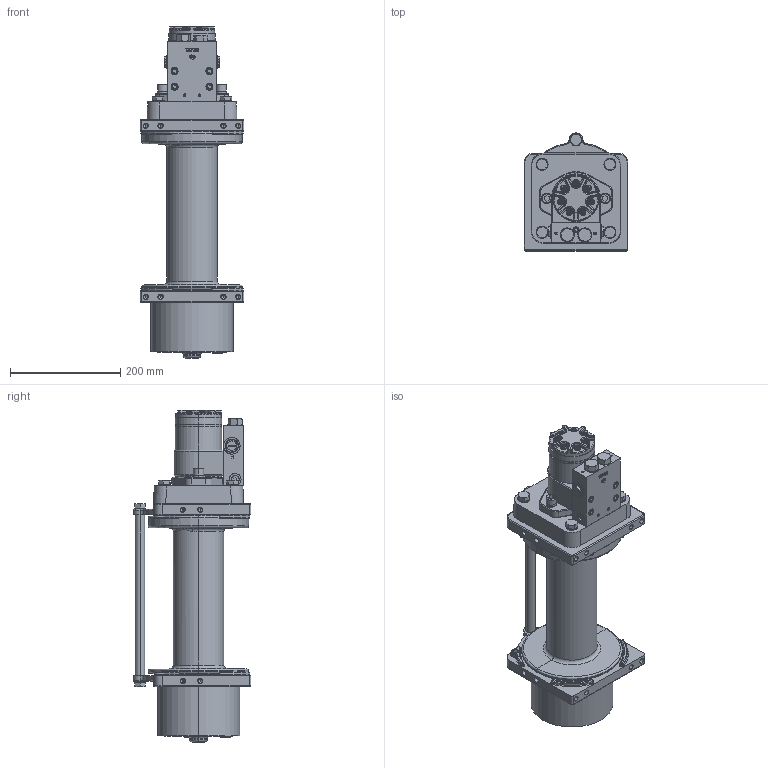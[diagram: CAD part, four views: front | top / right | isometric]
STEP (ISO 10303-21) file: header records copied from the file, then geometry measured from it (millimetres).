
FILE_DESCRIPTION((''),'2;1');
FILE_NAME('TWG-TEMP','2020-10-19T03:35:14',('Administrator'),(''),'CREO PARAMETRIC BY PTC INC, 2019030','CREO PARAMETRIC BY PTC INC, 2019030','');
FILE_SCHEMA(('AUTOMOTIVE_DESIGN { 1 0 10303 214 1 1 1 1 }'));
Length unit declared in the file: inch
Products named in the file (1): TWG-TEMP
Bounding box: 188.93 x 214.31 x 603.5 mm (x, y, z)
Surface area: 566271.8 mm2 (no closed solid volume)
Topology: 0 solids, 81 shells, 1962 faces, 6451 edges, 4457 vertices
Faces by surface type: cylinder 737, plane 559, torus 320, bspline 212, cone 108, sphere 26
Entity records: 109000 total; most frequent: CARTESIAN_POINT 42300, DIRECTION 10564, ORIENTED_EDGE 10159, EDGE_CURVE 6313, VERTEX_POINT 4457, AXIS2_PLACEMENT_3D 3848, VECTOR 2865, LINE 2865
